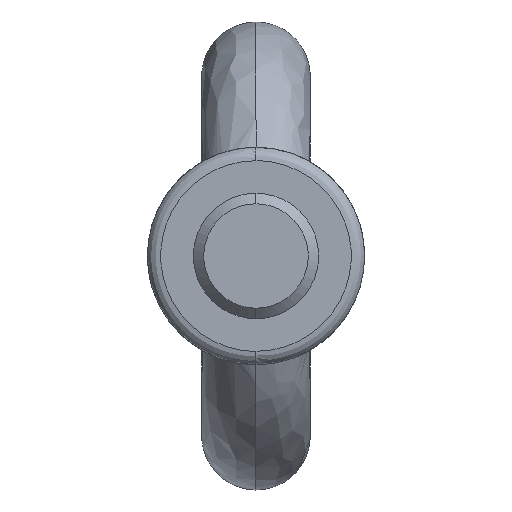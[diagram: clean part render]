
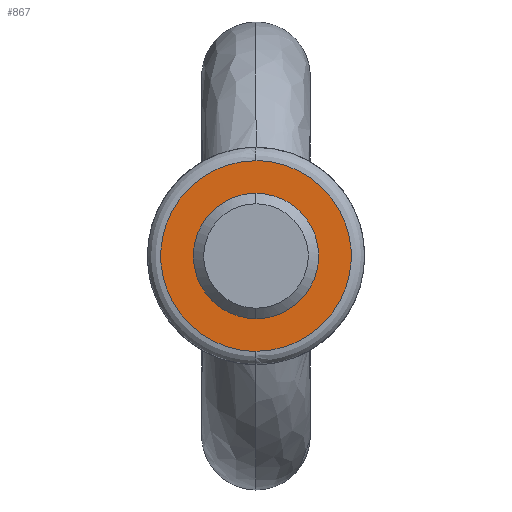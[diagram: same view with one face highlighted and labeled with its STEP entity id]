
A CAD part, front view. The second image highlights one B-rep face of the part: STEP entity #867.
In plain terms, the highlighted free-form (B-spline) face has degree [1, 1] with [2, 2] control points.
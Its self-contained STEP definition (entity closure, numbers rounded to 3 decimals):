
#242 = EDGE_CURVE('',#243,#245,#247,.T.);
#243 = VERTEX_POINT('',#244);
#244 = CARTESIAN_POINT('',(0.,-47.232,
    -15.384));
#245 = VERTEX_POINT('',#246);
#246 = CARTESIAN_POINT('',(0.,-47.232,15.384));
#247 = ( BOUNDED_CURVE() B_SPLINE_CURVE(2,(#248,#249,#250,#251,#252),
.UNSPECIFIED.,.F.,.F.) B_SPLINE_CURVE_WITH_KNOTS((3,2,3),(3.142,
4.712,6.283),.PIECEWISE_BEZIER_KNOTS.) CURVE() 
GEOMETRIC_REPRESENTATION_ITEM() RATIONAL_B_SPLINE_CURVE((1.,
0.707,1.,0.707,1.)) REPRESENTATION_ITEM('') );
#248 = CARTESIAN_POINT('',(0.,-47.232,
    -15.384));
#249 = CARTESIAN_POINT('',(15.384,-47.232,-15.384)
  );
#250 = CARTESIAN_POINT('',(15.384,-47.232,
    0.));
#251 = CARTESIAN_POINT('',(15.384,-47.232,15.384)
  );
#252 = CARTESIAN_POINT('',(0.,-47.232,
    15.384));
#347 = VERTEX_POINT('',#348);
#348 = CARTESIAN_POINT('',(0.,-47.232,
    -10.121));
#353 = EDGE_CURVE('',#354,#347,#356,.T.);
#354 = VERTEX_POINT('',#355);
#355 = CARTESIAN_POINT('',(0.,-47.232,10.121));
#356 = ( BOUNDED_CURVE() B_SPLINE_CURVE(2,(#357,#358,#359,#360,#361),
.UNSPECIFIED.,.F.,.F.) B_SPLINE_CURVE_WITH_KNOTS((3,2,3),(0.,
1.571,3.142),.PIECEWISE_BEZIER_KNOTS.) CURVE() 
GEOMETRIC_REPRESENTATION_ITEM() RATIONAL_B_SPLINE_CURVE((1.,
0.707,1.,0.707,1.)) REPRESENTATION_ITEM('') );
#357 = CARTESIAN_POINT('',(0.,-47.232,10.121));
#358 = CARTESIAN_POINT('',(10.121,-47.232,
    10.121));
#359 = CARTESIAN_POINT('',(10.121,-47.232,
    0.));
#360 = CARTESIAN_POINT('',(10.121,-47.232,
    -10.121));
#361 = CARTESIAN_POINT('',(0.,-47.232,
    -10.121));
#867 = ADVANCED_FACE('',(#868,#879),#890,.F.);
#868 = FACE_BOUND('',#869,.T.);
#869 = EDGE_LOOP('',(#870,#878));
#870 = ORIENTED_EDGE('',*,*,#871,.T.);
#871 = EDGE_CURVE('',#245,#243,#872,.T.);
#872 = ( BOUNDED_CURVE() B_SPLINE_CURVE(2,(#873,#874,#875,#876,#877),
.UNSPECIFIED.,.F.,.F.) B_SPLINE_CURVE_WITH_KNOTS((3,2,3),(0.,
1.571,3.142),.PIECEWISE_BEZIER_KNOTS.) CURVE() 
GEOMETRIC_REPRESENTATION_ITEM() RATIONAL_B_SPLINE_CURVE((1.,
0.707,1.,0.707,1.)) REPRESENTATION_ITEM('') );
#873 = CARTESIAN_POINT('',(0.,-47.232,15.384));
#874 = CARTESIAN_POINT('',(-15.384,-47.232,15.384)
  );
#875 = CARTESIAN_POINT('',(-15.384,-47.232,
    0.));
#876 = CARTESIAN_POINT('',(-15.384,-47.232,-15.384
    ));
#877 = CARTESIAN_POINT('',(0.,-47.232,
    -15.384));
#878 = ORIENTED_EDGE('',*,*,#242,.T.);
#879 = FACE_BOUND('',#880,.T.);
#880 = EDGE_LOOP('',(#881,#882));
#881 = ORIENTED_EDGE('',*,*,#353,.T.);
#882 = ORIENTED_EDGE('',*,*,#883,.T.);
#883 = EDGE_CURVE('',#347,#354,#884,.T.);
#884 = ( BOUNDED_CURVE() B_SPLINE_CURVE(2,(#885,#886,#887,#888,#889),
.UNSPECIFIED.,.F.,.F.) B_SPLINE_CURVE_WITH_KNOTS((3,2,3),(3.142,
4.712,6.283),.PIECEWISE_BEZIER_KNOTS.) CURVE() 
GEOMETRIC_REPRESENTATION_ITEM() RATIONAL_B_SPLINE_CURVE((1.,
0.707,1.,0.707,1.)) REPRESENTATION_ITEM('') );
#885 = CARTESIAN_POINT('',(0.,-47.232,
    -10.121));
#886 = CARTESIAN_POINT('',(-10.121,-47.232,
    -10.121));
#887 = CARTESIAN_POINT('',(-10.121,-47.232,
    0.));
#888 = CARTESIAN_POINT('',(-10.121,-47.232,
    10.121));
#889 = CARTESIAN_POINT('',(0.,-47.232,
    10.121));
#890 = B_SPLINE_SURFACE_WITH_KNOTS('',1,1,(
    (#891,#892)
    ,(#893,#894
  )),.UNSPECIFIED.,.F.,.F.,.F.,(2,2),(2,2),(-14.478,14.478),(-14.478,
    14.478),.PIECEWISE_BEZIER_KNOTS.);
#891 = CARTESIAN_POINT('',(-15.384,-47.232,-15.384
    ));
#892 = CARTESIAN_POINT('',(15.384,-47.232,-15.384)
  );
#893 = CARTESIAN_POINT('',(-15.384,-47.232,15.384)
  );
#894 = CARTESIAN_POINT('',(15.384,-47.232,15.384)
  );
